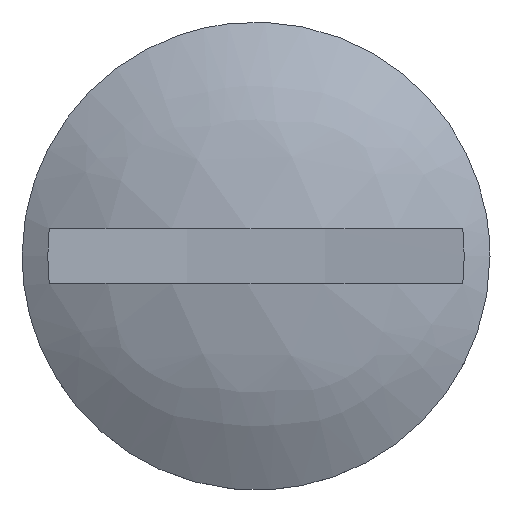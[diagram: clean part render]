
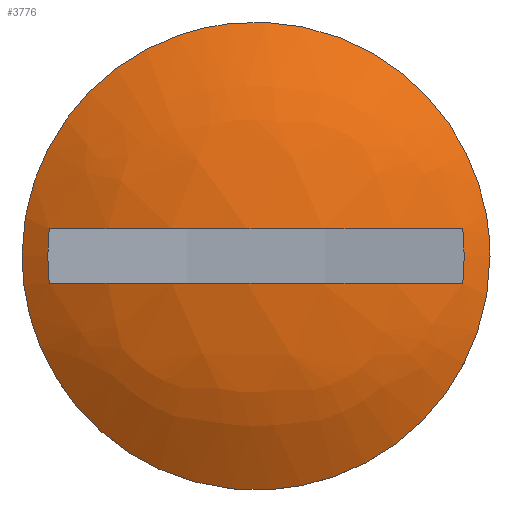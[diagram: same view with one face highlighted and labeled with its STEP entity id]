
A CAD part, top view. The second image highlights one B-rep face of the part: STEP entity #3776.
In plain terms, the highlighted free-form (B-spline) face has degree [2, 2] with [4, 4] control points.
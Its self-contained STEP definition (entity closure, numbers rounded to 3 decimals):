
#765=CARTESIAN_POINT('',(-0.708,5.958,0.5));
#766=VERTEX_POINT('',#765);
#772=CARTESIAN_POINT('',(6.0,0.0,0.5));
#773=VERTEX_POINT('',#772);
#774=CARTESIAN_POINT('',(-0.708,5.958,0.5));
#775=CARTESIAN_POINT('',(-0.355,6.0,0.5));
#776=CARTESIAN_POINT('',(0.0,6.0,0.5));
#777=CARTESIAN_POINT('',(6.0,6.0,0.5));
#778=CARTESIAN_POINT('',(6.0,0.0,0.5));
#786=(BOUNDED_CURVE()B_SPLINE_CURVE(2,(#774,#775,#776,#777,#778),.UNSPECIFIED.,.F.,.U.)B_SPLINE_CURVE_WITH_KNOTS((3,2,3),(0.23,0.25,0.5),.UNSPECIFIED.)CURVE()GEOMETRIC_REPRESENTATION_ITEM()RATIONAL_B_SPLINE_CURVE((0.956,0.976,1.0,0.707,1.0))REPRESENTATION_ITEM(''));
#787=EDGE_CURVE('',#766,#773,#786,.T.);
#789=CARTESIAN_POINT('',(0.366,-5.989,0.5));
#790=VERTEX_POINT('',#789);
#791=CARTESIAN_POINT('',(6.0,0.0,0.5));
#792=CARTESIAN_POINT('',(6.,-5.644,0.5));
#793=CARTESIAN_POINT('',(0.366,-5.989,0.5));
#801=(BOUNDED_CURVE()B_SPLINE_CURVE(2,(#791,#792,#793),.UNSPECIFIED.,.F.,.U.)B_SPLINE_CURVE_WITH_KNOTS((3,3),(0.5,0.739),.UNSPECIFIED.)CURVE()GEOMETRIC_REPRESENTATION_ITEM()RATIONAL_B_SPLINE_CURVE((1.0,0.72,0.976))REPRESENTATION_ITEM(''));
#802=EDGE_CURVE('',#773,#790,#801,.T.);
#876=CARTESIAN_POINT('',(-6.0,0.0,0.5));
#877=VERTEX_POINT('',#876);
#878=CARTESIAN_POINT('',(0.366,-5.989,0.5));
#879=CARTESIAN_POINT('',(0.183,-6.,0.5));
#880=CARTESIAN_POINT('',(0.0,-6.0,0.5));
#881=CARTESIAN_POINT('',(-6.0,-6.0,0.5));
#882=CARTESIAN_POINT('',(-6.0,0.0,0.5));
#890=(BOUNDED_CURVE()B_SPLINE_CURVE(2,(#878,#879,#880,#881,#882),.UNSPECIFIED.,.F.,.U.)B_SPLINE_CURVE_WITH_KNOTS((3,2,3),(0.739,0.75,1.0),.UNSPECIFIED.)CURVE()GEOMETRIC_REPRESENTATION_ITEM()RATIONAL_B_SPLINE_CURVE((0.976,0.988,1.0,0.707,1.0))REPRESENTATION_ITEM(''));
#891=EDGE_CURVE('',#790,#877,#890,.T.);
#893=CARTESIAN_POINT('',(-6.0,0.0,0.5));
#894=CARTESIAN_POINT('',(-6.,5.329,0.5));
#895=CARTESIAN_POINT('',(-0.708,5.958,0.5));
#903=(BOUNDED_CURVE()B_SPLINE_CURVE(2,(#893,#894,#895),.UNSPECIFIED.,.F.,.U.)B_SPLINE_CURVE_WITH_KNOTS((3,3),(0.0,0.23),.UNSPECIFIED.)CURVE()GEOMETRIC_REPRESENTATION_ITEM()RATIONAL_B_SPLINE_CURVE((1.0,0.731,0.956))REPRESENTATION_ITEM(''));
#904=EDGE_CURVE('',#877,#766,#903,.T.);
#3617=CARTESIAN_POINT('',(-5.304,-0.7,0.872));
#3618=VERTEX_POINT('',#3617);
#3619=CARTESIAN_POINT('',(5.304,-0.7,0.872));
#3620=VERTEX_POINT('',#3619);
#3634=CARTESIAN_POINT('',(5.304,-0.7,0.872));
#3635=CARTESIAN_POINT('',(0.,-0.7,3.654));
#3636=CARTESIAN_POINT('',(-5.304,-0.7,0.872));
#3644=(BOUNDED_CURVE()B_SPLINE_CURVE(2,(#3634,#3635,#3636),.UNSPECIFIED.,.F.,.U.)CURVE()GEOMETRIC_REPRESENTATION_ITEM()QUASI_UNIFORM_CURVE()RATIONAL_B_SPLINE_CURVE((1.0,0.886,1.0))REPRESENTATION_ITEM(''));
#3645=EDGE_CURVE('',#3620,#3618,#3644,.T.);
#3655=CARTESIAN_POINT('',(5.304,0.7,0.872));
#3656=VERTEX_POINT('',#3655);
#3657=CARTESIAN_POINT('',(-5.304,0.7,0.872));
#3658=VERTEX_POINT('',#3657);
#3659=CARTESIAN_POINT('',(5.304,0.7,0.872));
#3660=CARTESIAN_POINT('',(0.,0.7,3.654));
#3661=CARTESIAN_POINT('',(-5.304,0.7,0.872));
#3669=(BOUNDED_CURVE()B_SPLINE_CURVE(2,(#3659,#3660,#3661),.UNSPECIFIED.,.F.,.U.)CURVE()GEOMETRIC_REPRESENTATION_ITEM()QUASI_UNIFORM_CURVE()RATIONAL_B_SPLINE_CURVE((1.0,0.886,1.0))REPRESENTATION_ITEM(''));
#3670=EDGE_CURVE('',#3656,#3658,#3669,.T.);
#3703=CARTESIAN_POINT('',(-5.304,-0.7,0.872));
#3704=CARTESIAN_POINT('',(-5.328,-0.467,0.875));
#3705=CARTESIAN_POINT('',(-5.352,0.,0.879));
#3706=CARTESIAN_POINT('',(-5.328,0.467,0.875));
#3707=CARTESIAN_POINT('',(-5.304,0.7,0.872));
#3708=B_SPLINE_CURVE_WITH_KNOTS('',3,(#3703,#3704,#3705,#3706,#3707),.UNSPECIFIED.,.F.,.U.,(4,1,4),(0.0,0.5,1.0),.UNSPECIFIED.);
#3709=EDGE_CURVE('',#3618,#3658,#3708,.T.);
#3712=CARTESIAN_POINT('',(5.304,0.7,0.872));
#3713=CARTESIAN_POINT('',(5.328,0.467,0.875));
#3714=CARTESIAN_POINT('',(5.352,0.,0.879));
#3715=CARTESIAN_POINT('',(5.328,-0.467,0.875));
#3716=CARTESIAN_POINT('',(5.304,-0.7,0.872));
#3717=B_SPLINE_CURVE_WITH_KNOTS('',3,(#3712,#3713,#3714,#3715,#3716),.UNSPECIFIED.,.F.,.U.,(4,1,4),(0.0,0.5,1.0),.UNSPECIFIED.);
#3718=EDGE_CURVE('',#3656,#3620,#3717,.T.);
#3740=CARTESIAN_POINT('',(-5.97,-5.97,-1.521));
#3741=CARTESIAN_POINT('',(-3.249,-6.498,0.175));
#3742=CARTESIAN_POINT('',(3.249,-6.498,0.175));
#3743=CARTESIAN_POINT('',(5.97,-5.97,-1.521));
#3744=CARTESIAN_POINT('',(-6.498,-3.249,0.175));
#3745=CARTESIAN_POINT('',(-3.565,-3.565,2.2));
#3746=CARTESIAN_POINT('',(3.565,-3.565,2.2));
#3747=CARTESIAN_POINT('',(6.498,-3.249,0.175));
#3748=CARTESIAN_POINT('',(-6.498,3.249,0.175));
#3749=CARTESIAN_POINT('',(-3.565,3.565,2.2));
#3750=CARTESIAN_POINT('',(3.565,3.565,2.2));
#3751=CARTESIAN_POINT('',(6.498,3.249,0.175));
#3752=CARTESIAN_POINT('',(-5.97,5.97,-1.521));
#3753=CARTESIAN_POINT('',(-3.249,6.498,0.175));
#3754=CARTESIAN_POINT('',(3.249,6.498,0.175));
#3755=CARTESIAN_POINT('',(5.97,5.97,-1.521));
#3763=(BOUNDED_SURFACE()B_SPLINE_SURFACE(2,2,((#3740,#3744,#3748,#3752),(#3741,#3745,#3749,#3753),(#3742,#3746,#3750,#3754),(#3743,#3747,#3751,#3755)),.UNSPECIFIED.,.F.,.F.,.U.)B_SPLINE_SURFACE_WITH_KNOTS((3,1,3),(3,1,3),(1.175,7.856,14.536),(1.175,7.856,14.536),.UNSPECIFIED.)GEOMETRIC_REPRESENTATION_ITEM()RATIONAL_B_SPLINE_SURFACE(((1.194,1.097,1.097,1.194),(1.097,1.0,1.0,1.097),(1.097,1.0,1.0,1.097),(1.194,1.097,1.097,1.194)))REPRESENTATION_ITEM('')SURFACE());
#3764=ORIENTED_EDGE('',*,*,#891,.F.);
#3765=ORIENTED_EDGE('',*,*,#802,.F.);
#3766=ORIENTED_EDGE('',*,*,#787,.F.);
#3767=ORIENTED_EDGE('',*,*,#904,.F.);
#3768=EDGE_LOOP('',(#3764,#3765,#3766,#3767));
#3769=FACE_OUTER_BOUND('',#3768,.T.);
#3770=ORIENTED_EDGE('',*,*,#3670,.F.);
#3771=ORIENTED_EDGE('',*,*,#3718,.T.);
#3772=ORIENTED_EDGE('',*,*,#3645,.T.);
#3773=ORIENTED_EDGE('',*,*,#3709,.T.);
#3774=EDGE_LOOP('',(#3770,#3771,#3772,#3773));
#3775=FACE_BOUND('',#3774,.T.);
#3776=ADVANCED_FACE('',(#3769,#3775),#3763,.T.);
